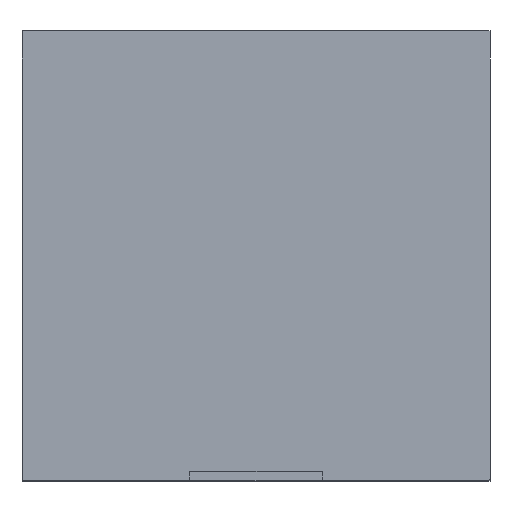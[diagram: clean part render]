
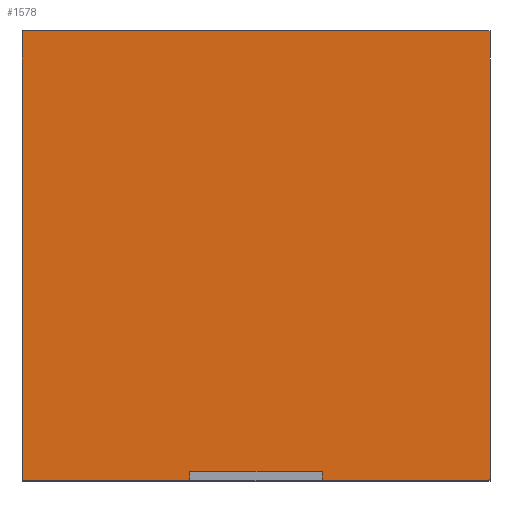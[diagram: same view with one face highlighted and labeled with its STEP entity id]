
A CAD part, top view. The second image highlights one B-rep face of the part: STEP entity #1578.
In plain terms, the highlighted planar face has unit normal (0, 0, 1).
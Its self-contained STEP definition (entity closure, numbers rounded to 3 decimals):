
#1556=AXIS2_PLACEMENT_3D('Plane Axis2P3D',#1553,#1554,#1555) ;
#370=CARTESIAN_POINT('Vertex',(16.35,15.7,15.65)) ;
#373=CARTESIAN_POINT('Line Origine',(16.35,7.85,15.65)) ;
#377=CARTESIAN_POINT('Vertex',(16.35,0.,15.65)) ;
#427=CARTESIAN_POINT('Line Origine',(13.424,0.,15.65)) ;
#431=CARTESIAN_POINT('Vertex',(10.497,0.,15.65)) ;
#564=CARTESIAN_POINT('Vertex',(5.853,0.,15.65)) ;
#567=CARTESIAN_POINT('Line Origine',(2.926,0.,15.65)) ;
#571=CARTESIAN_POINT('Vertex',(0.,0.,15.65)) ;
#1025=CARTESIAN_POINT('Line Origine',(10.497,0.155,15.65)) ;
#1029=CARTESIAN_POINT('Vertex',(10.497,0.31,15.65)) ;
#1219=CARTESIAN_POINT('Vertex',(5.853,0.31,15.65)) ;
#1222=CARTESIAN_POINT('Line Origine',(5.853,0.155,15.65)) ;
#1538=CARTESIAN_POINT('Vertex',(0.,15.7,15.65)) ;
#1541=CARTESIAN_POINT('Line Origine',(8.175,15.7,15.65)) ;
#1553=CARTESIAN_POINT('Axis2P3D Location',(0.475,0.479,15.65)) ;
#1558=CARTESIAN_POINT('Line Origine',(8.175,0.31,15.65)) ;
#1563=CARTESIAN_POINT('Line Origine',(0.,7.85,15.65)) ;
#374=DIRECTION('Vector Direction',(0.,-1.,0.)) ;
#428=DIRECTION('Vector Direction',(-1.,0.,0.)) ;
#568=DIRECTION('Vector Direction',(-1.,0.,0.)) ;
#1026=DIRECTION('Vector Direction',(0.,1.,0.)) ;
#1223=DIRECTION('Vector Direction',(0.,1.,0.)) ;
#1542=DIRECTION('Vector Direction',(1.,0.,0.)) ;
#1554=DIRECTION('Axis2P3D Direction',(0.,0.,1.)) ;
#1555=DIRECTION('Axis2P3D XDirection',(1.,0.,0.)) ;
#1559=DIRECTION('Vector Direction',(1.,0.,0.)) ;
#1564=DIRECTION('Vector Direction',(0.,-1.,0.)) ;
#375=VECTOR('Line Direction',#374,1.) ;
#429=VECTOR('Line Direction',#428,1.) ;
#569=VECTOR('Line Direction',#568,1.) ;
#1027=VECTOR('Line Direction',#1026,1.) ;
#1224=VECTOR('Line Direction',#1223,1.) ;
#1543=VECTOR('Line Direction',#1542,1.) ;
#1560=VECTOR('Line Direction',#1559,1.) ;
#1565=VECTOR('Line Direction',#1564,1.) ;
#1569=ORIENTED_EDGE('',*,*,#573,.T.) ;
#1570=ORIENTED_EDGE('',*,*,#1226,.T.) ;
#1571=ORIENTED_EDGE('',*,*,#1562,.T.) ;
#1572=ORIENTED_EDGE('',*,*,#1031,.F.) ;
#1573=ORIENTED_EDGE('',*,*,#433,.F.) ;
#1574=ORIENTED_EDGE('',*,*,#379,.F.) ;
#1575=ORIENTED_EDGE('',*,*,#1545,.T.) ;
#1576=ORIENTED_EDGE('',*,*,#1567,.T.) ;
#1578=ADVANCED_FACE('low_detail_model',(#1577),#1557,.T.) ;
#379=EDGE_CURVE('',#371,#378,#376,.T.) ;
#433=EDGE_CURVE('',#378,#432,#430,.T.) ;
#573=EDGE_CURVE('',#572,#565,#570,.F.) ;
#1031=EDGE_CURVE('',#432,#1030,#1028,.T.) ;
#1226=EDGE_CURVE('',#565,#1220,#1225,.T.) ;
#1545=EDGE_CURVE('',#371,#1539,#1544,.F.) ;
#1562=EDGE_CURVE('',#1220,#1030,#1561,.T.) ;
#1567=EDGE_CURVE('',#1539,#572,#1566,.T.) ;
#1568=EDGE_LOOP('',(#1569,#1570,#1571,#1572,#1573,#1574,#1575,#1576)) ;
#1577=FACE_OUTER_BOUND('',#1568,.T.) ;
#376=LINE('Line',#373,#375) ;
#430=LINE('Line',#427,#429) ;
#570=LINE('Line',#567,#569) ;
#1028=LINE('Line',#1025,#1027) ;
#1225=LINE('Line',#1222,#1224) ;
#1544=LINE('Line',#1541,#1543) ;
#1561=LINE('Line',#1558,#1560) ;
#1566=LINE('Line',#1563,#1565) ;
#1557=PLANE('',#1556) ;
#371=VERTEX_POINT('',#370) ;
#378=VERTEX_POINT('',#377) ;
#432=VERTEX_POINT('',#431) ;
#565=VERTEX_POINT('',#564) ;
#572=VERTEX_POINT('',#571) ;
#1030=VERTEX_POINT('',#1029) ;
#1220=VERTEX_POINT('',#1219) ;
#1539=VERTEX_POINT('',#1538) ;
